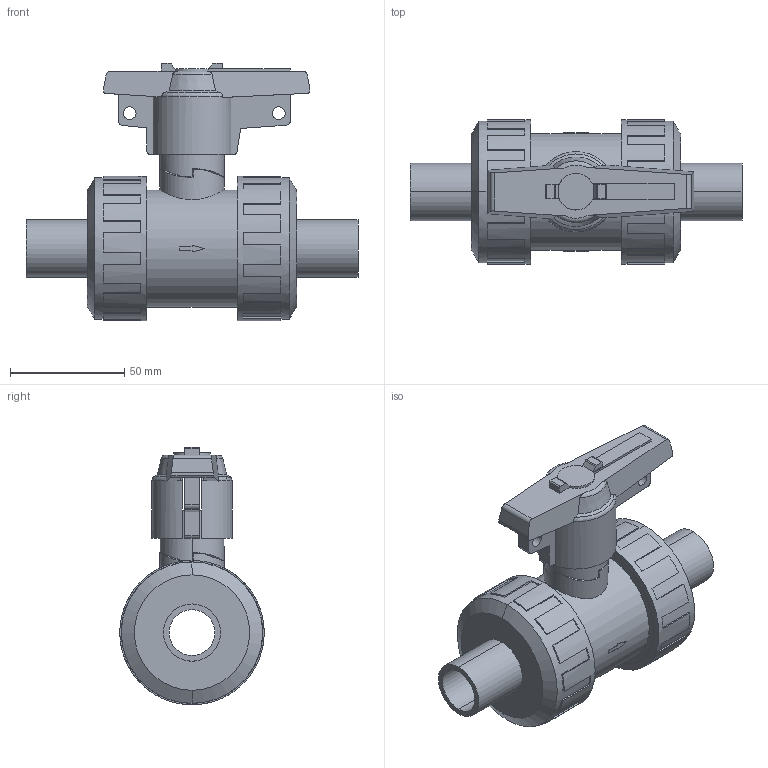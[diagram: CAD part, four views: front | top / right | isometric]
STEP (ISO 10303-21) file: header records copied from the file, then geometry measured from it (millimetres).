
FILE_DESCRIPTION(('STEP AP214'),'1');
FILE_NAME('cctmp_91FD1B16-A3B0-438E-BFB2-1ECCE6CCA9D7_2021_10_21_14_34_56_0420..stp','2021-10-21T12:34:56',('Praher Valves GmbH'),('CADClick - www.CADClick.com'),'Spatial InterOp 3D',' ','unknown authorization');
FILE_SCHEMA(('AUTOMOTIVE_DESIGN'));
Length unit declared in the file: millimetre
Products named in the file (1): 129504
Bounding box: 145 x 63 x 112.43 mm (x, y, z)
Volume: 272756.9 mm3; surface area: 74597.6 mm2
Topology: 1 solids, 1 shells, 311 faces, 868 edges, 573 vertices
Faces by surface type: plane 223, cylinder 64, cone 16, torus 8
Entity records: 12901 total; most frequent: CARTESIAN_POINT 2190, DIRECTION 1747, ORIENTED_EDGE 1736, EDGE_CURVE 868, AXIS2_PLACEMENT_3D 612, VERTEX_POINT 573, LINE 523, VECTOR 523
